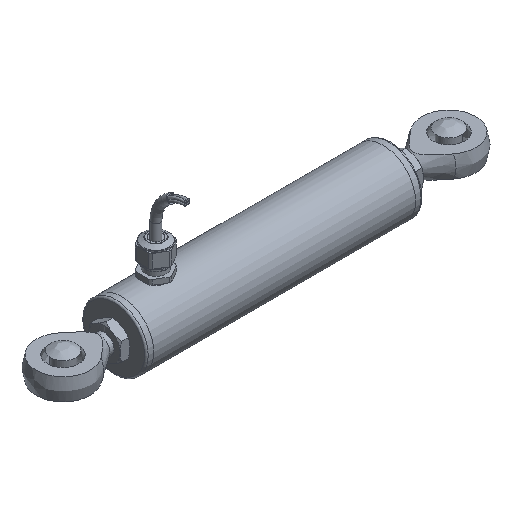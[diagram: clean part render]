
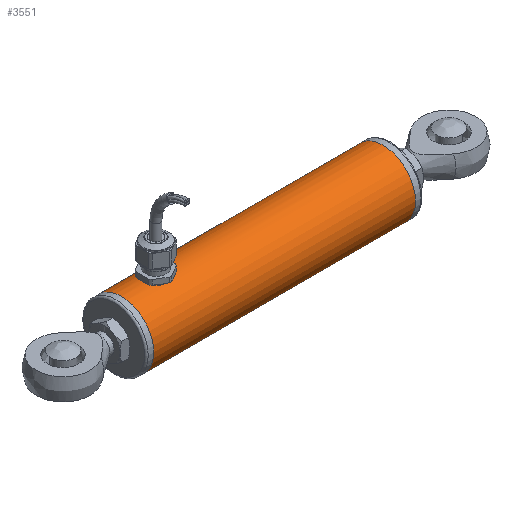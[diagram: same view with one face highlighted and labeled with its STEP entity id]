
A CAD part, isometric view. The second image highlights one B-rep face of the part: STEP entity #3551.
In plain terms, the highlighted cylindrical face has radius 13.335 mm (diameter 26.67 mm), a full revolution.
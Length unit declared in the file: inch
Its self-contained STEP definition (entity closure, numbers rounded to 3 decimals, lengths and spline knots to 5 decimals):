
#51 = CARTESIAN_POINT ( 'NONE',  ( -1.35537, -0.06715, 0.52074 ) ) ;
#96 = CARTESIAN_POINT ( 'NONE',  ( -1.45388, -0.13298, 0.50788 ) ) ;
#306 = EDGE_LOOP ( 'NONE', ( #2841 ) ) ;
#481 = CARTESIAN_POINT ( 'NONE',  ( -1.60535, 0.00889, 0.525 ) ) ;
#513 = EDGE_CURVE ( 'NONE', #4164, #4164, #2756, .T. ) ;
#524 = CARTESIAN_POINT ( 'NONE',  ( -1.53083, 0.12031, 0.51104 ) ) ;
#565 = DIRECTION ( 'NONE',  ( 0., 0., 1. ) ) ;
#571 = CARTESIAN_POINT ( 'NONE',  ( -1.42822, 0.12697, 0.50943 ) ) ;
#618 = CARTESIAN_POINT ( 'NONE',  ( -1.45381, 0.13297, 0.50788 ) ) ;
#661 = CARTESIAN_POINT ( 'NONE',  ( -2.0315, 0., 0. ) ) ;
#666 = CARTESIAN_POINT ( 'NONE',  ( -1.47149, -0.13386, 0.50765 ) ) ;
#1181 = CARTESIAN_POINT ( 'NONE',  ( -1.59849, -0.04323, 0.52328 ) ) ;
#1229 = CARTESIAN_POINT ( 'NONE',  ( -1.51491, -0.12692, 0.50944 ) ) ;
#1368 = CARTESIAN_POINT ( 'NONE',  ( -1.48913, -0.13298, 0.50788 ) ) ;
#1369 = ORIENTED_EDGE ( 'NONE', *, *, #6197, .T. ) ;
#1963 = VERTEX_POINT ( 'NONE', #6329 ) ;
#2013 = CARTESIAN_POINT ( 'NONE',  ( -1.3546, 0.06755, 0.52089 ) ) ;
#2063 = CARTESIAN_POINT ( 'NONE',  ( -1.40423, 0.11606, 0.51204 ) ) ;
#2116 = CARTESIAN_POINT ( 'NONE',  ( -1.43657, 0.12952, 0.50878 ) ) ;
#2162 = CARTESIAN_POINT ( 'NONE',  ( -1.42821, -0.12697, 0.50943 ) ) ;
#2323 = CARTESIAN_POINT ( 'NONE',  ( 2.2185, 0., 0. ) ) ;
#2368 = FACE_OUTER_BOUND ( 'NONE', #4543, .T. ) ;
#2616 = CARTESIAN_POINT ( 'NONE',  ( -1.55327, -0.10634, 0.51414 ) ) ;
#2665 = CARTESIAN_POINT ( 'NONE',  ( -1.34449, 0.04317, 0.52329 ) ) ;
#2719 = CARTESIAN_POINT ( 'NONE',  ( -1.34196, -0.03485, 0.52391 ) ) ;
#2756 = B_SPLINE_CURVE_WITH_KNOTS ( 'NONE', 3,
 ( #666, #5518, #1368, #8444, #1229, #6283, #8640, #2616, #3343, #4254, #7020, #3440, #9212, #1181, #3492, #8541, #6238, #481, #7831, #7171, #4114, #5659, #3536, #6383, #4202, #9166, #7066, #4901, #524, #7790, #9309, #6335, #618, #2116, #571, #3391, #2063, #4156, #9260, #7694, #2013, #2665, #8586, #4066, #5564, #6974, #8492, #2719, #5610, #8777, #51, #6677, #4442, #3775, #3052, #7363, #5901, #2162, #5004, #96, #5759, #5951 ),
 .UNSPECIFIED., .T., .F.,
 ( 4, 2, 2, 2, 2, 2, 2, 2, 2, 2, 2, 2, 2, 2, 2, 2, 2, 2, 2, 2, 2, 2, 2, 2, 2, 2, 2, 2, 2, 2, 4 ),
 ( 0., 0.00067, 0.00134, 0.00201, 0.00268, 0.00335, 0.00402, 0.00469, 0.00536, 0.00603, 0.0067, 0.00737, 0.00804, 0.00871, 0.00938, 0.01072, 0.01139, 0.01206, 0.01273, 0.0134, 0.01474, 0.01541, 0.01608, 0.01675, 0.01742, 0.01809, 0.01876, 0.01943, 0.0201, 0.02077, 0.02144 ),
 .UNSPECIFIED. ) ;
#2841 = ORIENTED_EDGE ( 'NONE', *, *, #7678, .T. ) ;
#3052 = CARTESIAN_POINT ( 'NONE',  ( -1.38982, -0.10641, 0.51413 ) ) ;
#3249 = DIRECTION ( 'NONE',  ( -1., 0., 0. ) ) ;
#3327 = AXIS2_PLACEMENT_3D ( 'NONE', #3937, #3249, #6191 ) ;
#3343 = CARTESIAN_POINT ( 'NONE',  ( -1.56006, -0.10075, 0.51528 ) ) ;
#3391 = CARTESIAN_POINT ( 'NONE',  ( -1.41207, 0.12026, 0.51105 ) ) ;
#3440 = CARTESIAN_POINT ( 'NONE',  ( -1.58768, -0.06707, 0.52075 ) ) ;
#3492 = CARTESIAN_POINT ( 'NONE',  ( -1.60108, -0.03468, 0.52392 ) ) ;
#3536 = CARTESIAN_POINT ( 'NONE',  ( -1.58756, 0.06725, 0.52073 ) ) ;
#3551 = ADVANCED_FACE ( 'NONE', ( #8861, #7304, #2368 ), #5983, .T. ) ;
#3775 = CARTESIAN_POINT ( 'NONE',  ( -1.38298, -0.10078, 0.51527 ) ) ;
#3937 = CARTESIAN_POINT ( 'NONE',  ( 2.2185, 0., 0. ) ) ;
#4066 = CARTESIAN_POINT ( 'NONE',  ( -1.33852, 0.0176, 0.52478 ) ) ;
#4114 = CARTESIAN_POINT ( 'NONE',  ( -1.59847, 0.04329, 0.52328 ) ) ;
#4156 = CARTESIAN_POINT ( 'NONE',  ( -1.38977, 0.10637, 0.51414 ) ) ;
#4164 = VERTEX_POINT ( 'NONE', #7076 ) ;
#4197 = DIRECTION ( 'NONE',  ( 1., 0., 0. ) ) ;
#4202 = CARTESIAN_POINT ( 'NONE',  ( -1.57226, 0.08855, 0.51752 ) ) ;
#4249 = CARTESIAN_POINT ( 'NONE',  ( -2.0315, 0., 0.525 ) ) ;
#4254 = CARTESIAN_POINT ( 'NONE',  ( -1.57234, -0.08846, 0.51753 ) ) ;
#4394 = CIRCLE ( 'NONE', #3327, 0.525 ) ;
#4442 = CARTESIAN_POINT ( 'NONE',  ( -1.37069, -0.08849, 0.51753 ) ) ;
#4473 = DIRECTION ( 'NONE',  ( -1., 0., 0. ) ) ;
#4543 = EDGE_LOOP ( 'NONE', ( #1369 ) ) ;
#4901 = CARTESIAN_POINT ( 'NONE',  ( -1.53866, 0.11612, 0.51202 ) ) ;
#5004 = CARTESIAN_POINT ( 'NONE',  ( -1.43673, -0.12956, 0.50877 ) ) ;
#5174 = CIRCLE ( 'NONE', #7920, 0.525 ) ;
#5518 = CARTESIAN_POINT ( 'NONE',  ( -1.48038, -0.13386, 0.50765 ) ) ;
#5564 = CARTESIAN_POINT ( 'NONE',  ( -1.33764, 0.00869, 0.525 ) ) ;
#5610 = CARTESIAN_POINT ( 'NONE',  ( -1.34455, -0.04333, 0.52327 ) ) ;
#5659 = CARTESIAN_POINT ( 'NONE',  ( -1.59169, 0.05958, 0.52167 ) ) ;
#5704 = VERTEX_POINT ( 'NONE', #4249 ) ;
#5759 = CARTESIAN_POINT ( 'NONE',  ( -1.46261, -0.13386, 0.50765 ) ) ;
#5901 = CARTESIAN_POINT ( 'NONE',  ( -1.41202, -0.12024, 0.51106 ) ) ;
#5951 = CARTESIAN_POINT ( 'NONE',  ( -1.47149, -0.13386, 0.50765 ) ) ;
#5983 = CYLINDRICAL_SURFACE ( 'NONE', #8788, 0.525 ) ;
#6191 = DIRECTION ( 'NONE',  ( 0., 0., 1. ) ) ;
#6197 = EDGE_CURVE ( 'NONE', #1963, #1963, #4394, .T. ) ;
#6238 = CARTESIAN_POINT ( 'NONE',  ( -1.60536, -0.00877, 0.525 ) ) ;
#6283 = CARTESIAN_POINT ( 'NONE',  ( -1.53102, -0.12021, 0.51106 ) ) ;
#6329 = CARTESIAN_POINT ( 'NONE',  ( 2.2185, 0., 0.525 ) ) ;
#6335 = CARTESIAN_POINT ( 'NONE',  ( -1.46269, 0.13385, 0.50765 ) ) ;
#6383 = CARTESIAN_POINT ( 'NONE',  ( -1.57788, 0.08171, 0.51865 ) ) ;
#6507 = ORIENTED_EDGE ( 'NONE', *, *, #513, .T. ) ;
#6613 = DIRECTION ( 'NONE',  ( 0., 0., 1. ) ) ;
#6677 = CARTESIAN_POINT ( 'NONE',  ( -1.36516, -0.08178, 0.51864 ) ) ;
#6702 = EDGE_LOOP ( 'NONE', ( #6507 ) ) ;
#6974 = CARTESIAN_POINT ( 'NONE',  ( -1.33765, -0.00885, 0.525 ) ) ;
#7020 = CARTESIAN_POINT ( 'NONE',  ( -1.57792, -0.08167, 0.51866 ) ) ;
#7066 = CARTESIAN_POINT ( 'NONE',  ( -1.55319, 0.1064, 0.51413 ) ) ;
#7076 = CARTESIAN_POINT ( 'NONE',  ( -1.47149, -0.13386, 0.50765 ) ) ;
#7171 = CARTESIAN_POINT ( 'NONE',  ( -1.60103, 0.03487, 0.52391 ) ) ;
#7304 = FACE_OUTER_BOUND ( 'NONE', #306, .T. ) ;
#7363 = CARTESIAN_POINT ( 'NONE',  ( -1.40434, -0.11612, 0.51202 ) ) ;
#7678 = EDGE_CURVE ( 'NONE', #5704, #5704, #5174, .T. ) ;
#7694 = CARTESIAN_POINT ( 'NONE',  ( -1.36445, 0.08226, 0.51867 ) ) ;
#7790 = CARTESIAN_POINT ( 'NONE',  ( -1.50665, 0.13034, 0.50861 ) ) ;
#7831 = CARTESIAN_POINT ( 'NONE',  ( -1.60447, 0.01773, 0.52477 ) ) ;
#7920 = AXIS2_PLACEMENT_3D ( 'NONE', #661, #4197, #565 ) ;
#8444 = CARTESIAN_POINT ( 'NONE',  ( -1.50638, -0.12953, 0.50877 ) ) ;
#8492 = CARTESIAN_POINT ( 'NONE',  ( -1.33851, -0.01756, 0.52478 ) ) ;
#8541 = CARTESIAN_POINT ( 'NONE',  ( -1.6045, -0.01748, 0.52478 ) ) ;
#8586 = CARTESIAN_POINT ( 'NONE',  ( -1.34195, 0.0348, 0.52392 ) ) ;
#8640 = CARTESIAN_POINT ( 'NONE',  ( -1.53869, -0.1161, 0.51203 ) ) ;
#8777 = CARTESIAN_POINT ( 'NONE',  ( -1.35124, -0.05942, 0.52169 ) ) ;
#8788 = AXIS2_PLACEMENT_3D ( 'NONE', #2323, #4473, #6613 ) ;
#8861 = FACE_BOUND ( 'NONE', #6702, .T. ) ;
#9166 = CARTESIAN_POINT ( 'NONE',  ( -1.55991, 0.10089, 0.51525 ) ) ;
#9212 = CARTESIAN_POINT ( 'NONE',  ( -1.59179, -0.05938, 0.52169 ) ) ;
#9260 = CARTESIAN_POINT ( 'NONE',  ( -1.38305, 0.10085, 0.51526 ) ) ;
#9309 = CARTESIAN_POINT ( 'NONE',  ( -1.48896, 0.13386, 0.50765 ) ) ;
